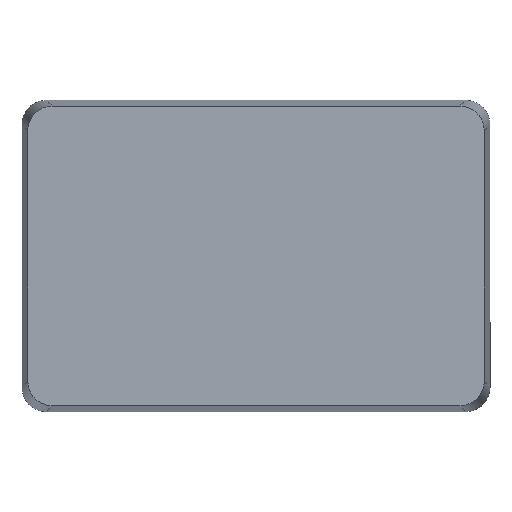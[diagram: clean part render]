
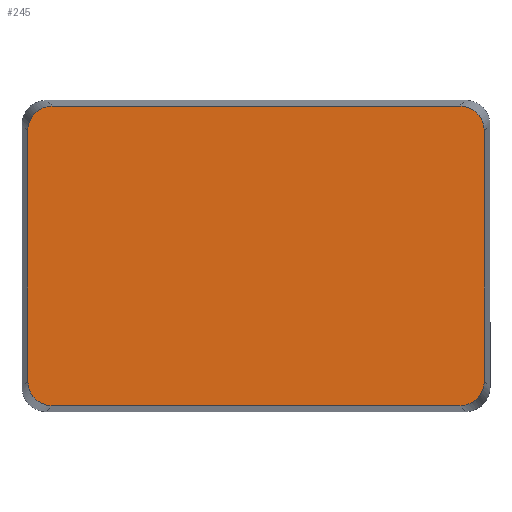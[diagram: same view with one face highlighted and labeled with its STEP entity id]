
A CAD part, top view. The second image highlights one B-rep face of the part: STEP entity #245.
In plain terms, the highlighted planar face has unit normal (0, 0, 1).
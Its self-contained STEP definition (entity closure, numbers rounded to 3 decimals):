
#22 = CARTESIAN_POINT ( 'NONE',  ( -20.815, -15.305, 6.8 ) ) ;
#27 = LINE ( 'NONE', #128, #96 ) ;
#31 = DIRECTION ( 'NONE',  ( 0., 0., 1. ) ) ;
#32 = CARTESIAN_POINT ( 'NONE',  ( -23.9, 15.305, 6.8 ) ) ;
#41 = CARTESIAN_POINT ( 'NONE',  ( -23.305, 14.276, 6.8 ) ) ;
#50 = CARTESIAN_POINT ( 'NONE',  ( 23.305, -12.815, 6.8 ) ) ;
#58 = ORIENTED_EDGE ( 'NONE', *, *, #225, .T. ) ;
#59 = VECTOR ( 'NONE', #146, 1000. ) ;
#68 = EDGE_CURVE ( 'NONE', #219, #371, #157, .T. ) ;
#69 = VECTOR ( 'NONE', #154, 1000. ) ;
#72 = CARTESIAN_POINT ( 'NONE',  ( -23.305, -12.815, 6.8 ) ) ;
#74 = CARTESIAN_POINT ( 'NONE',  ( -23.305, -14.276, 6.8 ) ) ;
#88 = EDGE_CURVE ( 'NONE', #217, #255, #247, .T. ) ;
#89 = CARTESIAN_POINT ( 'NONE',  ( -23.305, 12.815, 6.8 ) ) ;
#93 =( BOUNDED_CURVE ( )  B_SPLINE_CURVE ( 3, ( #72, #74, #288, #291 ),
 .UNSPECIFIED., .F., .T. ) 
 B_SPLINE_CURVE_WITH_KNOTS ( ( 4, 4 ),
 ( 5.502, 7.065 ),
 .UNSPECIFIED. ) 
 CURVE ( )  GEOMETRIC_REPRESENTATION_ITEM ( )  RATIONAL_B_SPLINE_CURVE ( ( 1., 0.807, 0.807, 1. ) ) 
 REPRESENTATION_ITEM ( '' )  );
#96 = VECTOR ( 'NONE', #174, 1000. ) ;
#99 = CARTESIAN_POINT ( 'NONE',  ( 23.305, 12.815, 6.8 ) ) ;
#106 = DIRECTION ( 'NONE',  ( 1., 0., 0. ) ) ;
#112 = VERTEX_POINT ( 'NONE', #147 ) ;
#113 = CARTESIAN_POINT ( 'NONE',  ( 23.305, -14.276, 6.8 ) ) ;
#128 = CARTESIAN_POINT ( 'NONE',  ( 23.305, 15.9, 6.8 ) ) ;
#134 = VERTEX_POINT ( 'NONE', #99 ) ;
#136 = CARTESIAN_POINT ( 'NONE',  ( -20.815, 15.305, 6.8 ) ) ;
#137 = EDGE_CURVE ( 'NONE', #316, #219, #93, .T. ) ;
#139 = CARTESIAN_POINT ( 'NONE',  ( -22.276, 15.305, 6.8 ) ) ;
#140 = LINE ( 'NONE', #353, #69 ) ;
#143 = CARTESIAN_POINT ( 'NONE',  ( 23.305, -12.815, 6.8 ) ) ;
#146 = DIRECTION ( 'NONE',  ( -1., 0., 0. ) ) ;
#147 = CARTESIAN_POINT ( 'NONE',  ( 20.815, 15.305, 6.8 ) ) ;
#150 = CARTESIAN_POINT ( 'NONE',  ( 20.815, 15.305, 6.8 ) ) ;
#151 = PLANE ( 'NONE',  #158 ) ;
#154 = DIRECTION ( 'NONE',  ( 0., -1., 0. ) ) ;
#157 = LINE ( 'NONE', #307, #290 ) ;
#158 = AXIS2_PLACEMENT_3D ( 'NONE', #376, #31, #237 ) ;
#171 = CARTESIAN_POINT ( 'NONE',  ( 20.815, -15.305, 6.8 ) ) ;
#174 = DIRECTION ( 'NONE',  ( 0., 1., 0. ) ) ;
#180 = ORIENTED_EDGE ( 'NONE', *, *, #191, .T. ) ;
#182 = CARTESIAN_POINT ( 'NONE',  ( 23.305, 14.276, 6.8 ) ) ;
#183 = EDGE_LOOP ( 'NONE', ( #188, #58, #180, #198, #345, #243, #299, #193 ) ) ;
#184 = CARTESIAN_POINT ( 'NONE',  ( 20.815, -15.305, 6.8 ) ) ;
#188 = ORIENTED_EDGE ( 'NONE', *, *, #68, .T. ) ;
#191 = EDGE_CURVE ( 'NONE', #199, #134, #27, .T. ) ;
#193 = ORIENTED_EDGE ( 'NONE', *, *, #137, .T. ) ;
#198 = ORIENTED_EDGE ( 'NONE', *, *, #355, .T. ) ;
#199 = VERTEX_POINT ( 'NONE', #50 ) ;
#217 = VERTEX_POINT ( 'NONE', #314 ) ;
#219 = VERTEX_POINT ( 'NONE', #22 ) ;
#225 = EDGE_CURVE ( 'NONE', #371, #199, #356, .T. ) ;
#230 = FACE_OUTER_BOUND ( 'NONE', #183, .T. ) ;
#232 = CARTESIAN_POINT ( 'NONE',  ( -23.305, 12.815, 6.8 ) ) ;
#237 = DIRECTION ( 'NONE',  ( 1., 0., 0. ) ) ;
#243 = ORIENTED_EDGE ( 'NONE', *, *, #88, .T. ) ;
#245 = ADVANCED_FACE ( 'NONE', ( #230 ), #151, .T. ) ;
#247 =( BOUNDED_CURVE ( )  B_SPLINE_CURVE ( 3, ( #136, #139, #41, #232 ),
 .UNSPECIFIED., .F., .T. ) 
 B_SPLINE_CURVE_WITH_KNOTS ( ( 4, 4 ),
 ( 5.502, 7.065 ),
 .UNSPECIFIED. ) 
 CURVE ( )  GEOMETRIC_REPRESENTATION_ITEM ( )  RATIONAL_B_SPLINE_CURVE ( ( 1., 0.807, 0.807, 1. ) ) 
 REPRESENTATION_ITEM ( '' )  );
#255 = VERTEX_POINT ( 'NONE', #89 ) ;
#263 = EDGE_CURVE ( 'NONE', #255, #316, #140, .T. ) ;
#273 = LINE ( 'NONE', #32, #59 ) ;
#288 = CARTESIAN_POINT ( 'NONE',  ( -22.276, -15.305, 6.8 ) ) ;
#290 = VECTOR ( 'NONE', #106, 1000. ) ;
#291 = CARTESIAN_POINT ( 'NONE',  ( -20.815, -15.305, 6.8 ) ) ;
#299 = ORIENTED_EDGE ( 'NONE', *, *, #263, .T. ) ;
#307 = CARTESIAN_POINT ( 'NONE',  ( -23.9, -15.305, 6.8 ) ) ;
#308 =( BOUNDED_CURVE ( )  B_SPLINE_CURVE ( 3, ( #348, #182, #317, #150 ),
 .UNSPECIFIED., .F., .F. ) 
 B_SPLINE_CURVE_WITH_KNOTS ( ( 4, 4 ),
 ( 5.502, 7.065 ),
 .UNSPECIFIED. ) 
 CURVE ( )  GEOMETRIC_REPRESENTATION_ITEM ( )  RATIONAL_B_SPLINE_CURVE ( ( 1., 0.807, 0.807, 1. ) ) 
 REPRESENTATION_ITEM ( '' )  );
#314 = CARTESIAN_POINT ( 'NONE',  ( -20.815, 15.305, 6.8 ) ) ;
#316 = VERTEX_POINT ( 'NONE', #377 ) ;
#317 = CARTESIAN_POINT ( 'NONE',  ( 22.276, 15.305, 6.8 ) ) ;
#323 = EDGE_CURVE ( 'NONE', #112, #217, #273, .T. ) ;
#345 = ORIENTED_EDGE ( 'NONE', *, *, #323, .T. ) ;
#348 = CARTESIAN_POINT ( 'NONE',  ( 23.305, 12.815, 6.8 ) ) ;
#352 = CARTESIAN_POINT ( 'NONE',  ( 22.276, -15.305, 6.8 ) ) ;
#353 = CARTESIAN_POINT ( 'NONE',  ( -23.305, 15.9, 6.8 ) ) ;
#355 = EDGE_CURVE ( 'NONE', #134, #112, #308, .T. ) ;
#356 =( BOUNDED_CURVE ( )  B_SPLINE_CURVE ( 3, ( #184, #352, #113, #143 ),
 .UNSPECIFIED., .F., .T. ) 
 B_SPLINE_CURVE_WITH_KNOTS ( ( 4, 4 ),
 ( 5.502, 7.065 ),
 .UNSPECIFIED. ) 
 CURVE ( )  GEOMETRIC_REPRESENTATION_ITEM ( )  RATIONAL_B_SPLINE_CURVE ( ( 1., 0.807, 0.807, 1. ) ) 
 REPRESENTATION_ITEM ( '' )  );
#371 = VERTEX_POINT ( 'NONE', #171 ) ;
#376 = CARTESIAN_POINT ( 'NONE',  ( 0., 0., 6.8 ) ) ;
#377 = CARTESIAN_POINT ( 'NONE',  ( -23.305, -12.815, 6.8 ) ) ;
